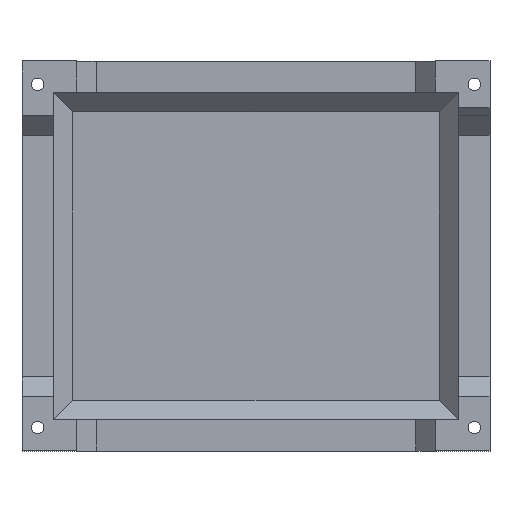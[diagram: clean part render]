
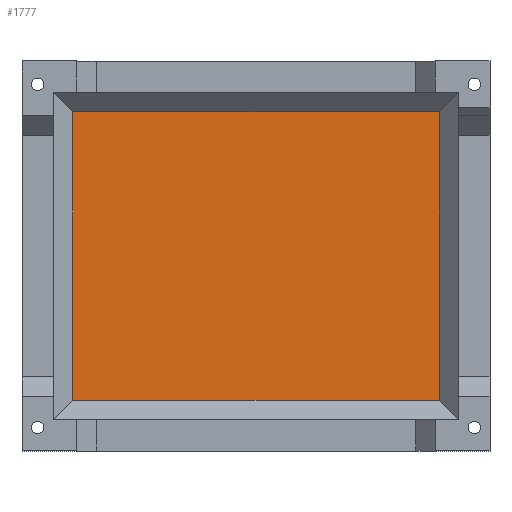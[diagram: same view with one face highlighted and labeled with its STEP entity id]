
A CAD part, top view. The second image highlights one B-rep face of the part: STEP entity #1777.
In plain terms, the highlighted planar face has unit normal (0, 0, 1).
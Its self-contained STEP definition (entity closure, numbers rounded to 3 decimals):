
#87=PLANE('',#1926);
#178=FACE_OUTER_BOUND('',#276,.T.);
#276=EDGE_LOOP('',(#1523,#1524,#1525,#1526));
#474=LINE('',#2866,#685);
#475=LINE('',#2868,#686);
#476=LINE('',#2870,#687);
#477=LINE('',#2871,#688);
#685=VECTOR('',#2343,10.);
#686=VECTOR('',#2344,10.);
#687=VECTOR('',#2345,10.);
#688=VECTOR('',#2346,10.);
#914=VERTEX_POINT('',#2864);
#915=VERTEX_POINT('',#2865);
#916=VERTEX_POINT('',#2867);
#917=VERTEX_POINT('',#2869);
#1142=EDGE_CURVE('',#914,#915,#474,.T.);
#1143=EDGE_CURVE('',#916,#914,#475,.T.);
#1144=EDGE_CURVE('',#917,#916,#476,.T.);
#1145=EDGE_CURVE('',#915,#917,#477,.T.);
#1523=ORIENTED_EDGE('',*,*,#1142,.F.);
#1524=ORIENTED_EDGE('',*,*,#1143,.F.);
#1525=ORIENTED_EDGE('',*,*,#1144,.F.);
#1526=ORIENTED_EDGE('',*,*,#1145,.F.);
#1777=ADVANCED_FACE('',(#178),#87,.F.);
#1926=AXIS2_PLACEMENT_3D('',#2863,#2341,#2342);
#2341=DIRECTION('center_axis',(0.,0.,
-1.));
#2342=DIRECTION('ref_axis',(0.,1.,0.));
#2343=DIRECTION('',(1.,0.,0.));
#2344=DIRECTION('',(0.,1.,0.));
#2345=DIRECTION('',(-1.,0.,0.));
#2346=DIRECTION('',(0.,-1.,0.));
#2863=CARTESIAN_POINT('Origin',(56.838,213.731,-88.844));
#2864=CARTESIAN_POINT('',(9.838,250.731,-88.844));
#2865=CARTESIAN_POINT('',(103.838,250.731,-88.844));
#2866=CARTESIAN_POINT('',(30.838,250.731,-88.844));
#2867=CARTESIAN_POINT('',(9.838,176.731,-88.844));
#2868=CARTESIAN_POINT('',(9.838,192.731,-88.844));
#2869=CARTESIAN_POINT('',(103.838,176.731,-88.844));
#2870=CARTESIAN_POINT('',(82.838,176.731,-88.844));
#2871=CARTESIAN_POINT('',(103.838,234.731,-88.844));
